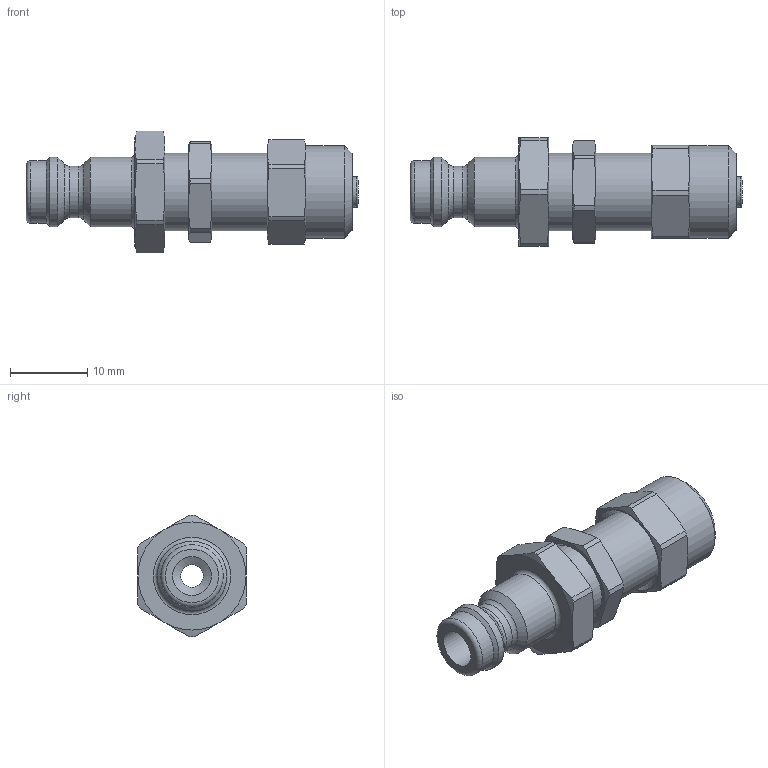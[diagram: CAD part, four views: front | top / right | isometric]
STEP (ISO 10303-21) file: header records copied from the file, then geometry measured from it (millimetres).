
FILE_DESCRIPTION((''),'2;1');
FILE_NAME('21sfks06mxx.stp','2014-01-09T09:49:08',('AS035480'),(''),'Autodesk Inventor 2013','Autodesk Inventor 2013','');
FILE_SCHEMA(('AUTOMOTIVE_DESIGN { 1 0 10303 214 1 1 1 1 }'));
Length unit declared in the file: millimetre
Products named in the file (4): D108980; D108979; D108978; D102148
Assembly tree (3 placements, depth 2):
  D108980
    D108979
    D108978
    D102148
Bounding box: 43 x 14 x 15.8 mm (x, y, z)
Volume: 2933.3 mm3; surface area: 3268.1 mm2
Topology: 3 solids, 3 shells, 109 faces, 242 edges, 143 vertices
Faces by surface type: cone 43, cylinder 32, plane 28, torus 6
Full cylindrical faces by diameter (mm): 2.95 x1, 3.95 x1, 4.6 x1, 5 x1, 6.2 x1, 6.65 x1, 8.1 x1, 8.6 x1, 9 x2, 9.447 x1, 10 x2, 12 x1
Entity records: 2889 total; most frequent: CARTESIAN_POINT 598, DIRECTION 480, ORIENTED_EDGE 416, AXIS2_PLACEMENT_3D 222, EDGE_CURVE 208, EDGE_LOOP 152, VERTEX_POINT 142, FACE_OUTER_BOUND 109
